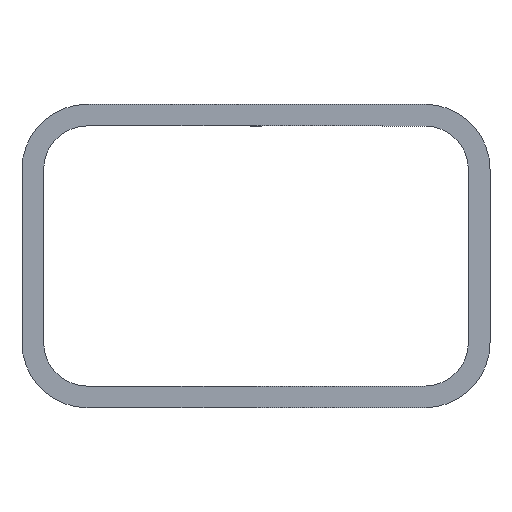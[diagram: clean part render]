
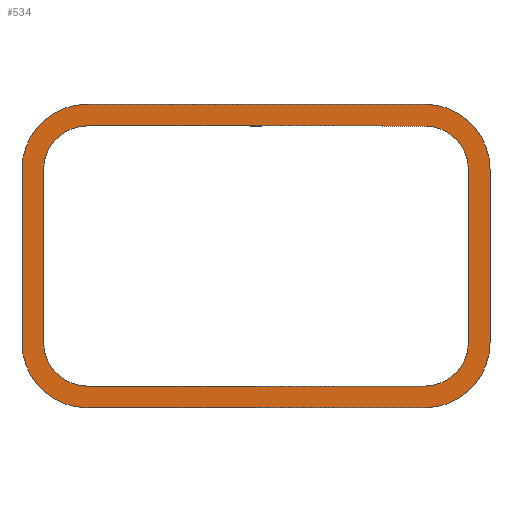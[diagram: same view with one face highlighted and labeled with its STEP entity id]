
A CAD part, front view. The second image highlights one B-rep face of the part: STEP entity #534.
In plain terms, the highlighted planar face has unit normal (0, -1, 0).
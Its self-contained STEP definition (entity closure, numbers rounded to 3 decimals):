
#15 = VECTOR ( 'NONE', #919, 1000. ) ;
#20 = CARTESIAN_POINT ( 'NONE',  ( -54., -5., -20. ) ) ;
#27 = CIRCLE ( 'NONE', #745, 10. ) ;
#30 = ORIENTED_EDGE ( 'NONE', *, *, #59, .F. ) ;
#34 = DIRECTION ( 'NONE',  ( -1., 0., 0. ) ) ;
#56 = ORIENTED_EDGE ( 'NONE', *, *, #569, .T. ) ;
#59 = EDGE_CURVE ( 'NONE', #127, #839, #124, .T. ) ;
#86 = VECTOR ( 'NONE', #621, 1000. ) ;
#89 = DIRECTION ( 'NONE',  ( 0., 0., -1. ) ) ;
#96 = CARTESIAN_POINT ( 'NONE',  ( -39., -5., -20. ) ) ;
#97 = CARTESIAN_POINT ( 'NONE',  ( 39., -5., 20. ) ) ;
#102 = CARTESIAN_POINT ( 'NONE',  ( 39., -5., -30. ) ) ;
#113 = VERTEX_POINT ( 'NONE', #153 ) ;
#114 = ORIENTED_EDGE ( 'NONE', *, *, #648, .F. ) ;
#115 = ORIENTED_EDGE ( 'NONE', *, *, #199, .T. ) ;
#117 = AXIS2_PLACEMENT_3D ( 'NONE', #97, #934, #923 ) ;
#121 = EDGE_CURVE ( 'NONE', #138, #855, #850, .T. ) ;
#124 = LINE ( 'NONE', #597, #522 ) ;
#127 = VERTEX_POINT ( 'NONE', #20 ) ;
#129 = AXIS2_PLACEMENT_3D ( 'NONE', #258, #626, #717 ) ;
#136 = CIRCLE ( 'NONE', #154, 10. ) ;
#138 = VERTEX_POINT ( 'NONE', #165 ) ;
#141 = DIRECTION ( 'NONE',  ( 0., 0., -1. ) ) ;
#143 = EDGE_CURVE ( 'NONE', #225, #553, #652, .T. ) ;
#149 = ORIENTED_EDGE ( 'NONE', *, *, #671, .T. ) ;
#153 = CARTESIAN_POINT ( 'NONE',  ( -39., -5., -35. ) ) ;
#154 = AXIS2_PLACEMENT_3D ( 'NONE', #874, #733, #861 ) ;
#157 = CARTESIAN_POINT ( 'NONE',  ( 39., -5., -20. ) ) ;
#159 = CARTESIAN_POINT ( 'NONE',  ( -39., -5., 35. ) ) ;
#165 = CARTESIAN_POINT ( 'NONE',  ( -49., -5., 20. ) ) ;
#174 = DIRECTION ( 'NONE',  ( 0., 0., -1. ) ) ;
#177 = CARTESIAN_POINT ( 'NONE',  ( 54., -5., -20. ) ) ;
#199 = EDGE_CURVE ( 'NONE', #523, #827, #726, .T. ) ;
#202 = CARTESIAN_POINT ( 'NONE',  ( -39., -5., 30. ) ) ;
#222 = VERTEX_POINT ( 'NONE', #102 ) ;
#225 = VERTEX_POINT ( 'NONE', #177 ) ;
#233 = ORIENTED_EDGE ( 'NONE', *, *, #674, .T. ) ;
#252 = DIRECTION ( 'NONE',  ( 0., 1., 0. ) ) ;
#258 = CARTESIAN_POINT ( 'NONE',  ( 39., -5., 20. ) ) ;
#260 = CARTESIAN_POINT ( 'NONE',  ( 49., -5., 20. ) ) ;
#272 = CARTESIAN_POINT ( 'NONE',  ( -39., -5., -30. ) ) ;
#295 = CIRCLE ( 'NONE', #800, 15. ) ;
#306 = ORIENTED_EDGE ( 'NONE', *, *, #735, .F. ) ;
#315 = LINE ( 'NONE', #513, #808 ) ;
#333 = CARTESIAN_POINT ( 'NONE',  ( -54., -5., 20. ) ) ;
#336 = LINE ( 'NONE', #397, #860 ) ;
#340 = CARTESIAN_POINT ( 'NONE',  ( -49., -5., -20. ) ) ;
#341 = VERTEX_POINT ( 'NONE', #723 ) ;
#342 = VERTEX_POINT ( 'NONE', #272 ) ;
#363 = CIRCLE ( 'NONE', #941, 15. ) ;
#364 = CARTESIAN_POINT ( 'NONE',  ( 39., -5., 35. ) ) ;
#374 = CARTESIAN_POINT ( 'NONE',  ( -49., -5., 20. ) ) ;
#382 = EDGE_CURVE ( 'NONE', #924, #222, #136, .T. ) ;
#394 = DIRECTION ( 'NONE',  ( 0., 0., -1. ) ) ;
#397 = CARTESIAN_POINT ( 'NONE',  ( 39., -5., -35. ) ) ;
#398 = LINE ( 'NONE', #610, #15 ) ;
#436 = LINE ( 'NONE', #967, #520 ) ;
#460 = EDGE_CURVE ( 'NONE', #222, #342, #315, .T. ) ;
#462 = CARTESIAN_POINT ( 'NONE',  ( -39., -5., 20. ) ) ;
#464 = CARTESIAN_POINT ( 'NONE',  ( 39., -5., 35. ) ) ;
#473 = ORIENTED_EDGE ( 'NONE', *, *, #619, .T. ) ;
#480 = AXIS2_PLACEMENT_3D ( 'NONE', #462, #613, #829 ) ;
#507 = LINE ( 'NONE', #464, #86 ) ;
#510 = VERTEX_POINT ( 'NONE', #364 ) ;
#513 = CARTESIAN_POINT ( 'NONE',  ( 39., -5., -30. ) ) ;
#514 = CARTESIAN_POINT ( 'NONE',  ( 49., -5., -20. ) ) ;
#520 = VECTOR ( 'NONE', #141, 1000. ) ;
#522 = VECTOR ( 'NONE', #734, 1000. ) ;
#523 = VERTEX_POINT ( 'NONE', #590 ) ;
#524 = ORIENTED_EDGE ( 'NONE', *, *, #752, .F. ) ;
#534 = ADVANCED_FACE ( 'NONE', ( #665, #724 ), #712, .T. ) ;
#535 = CIRCLE ( 'NONE', #833, 15. ) ;
#551 = EDGE_CURVE ( 'NONE', #510, #341, #363, .T. ) ;
#553 = VERTEX_POINT ( 'NONE', #676 ) ;
#569 = EDGE_CURVE ( 'NONE', #827, #924, #436, .T. ) ;
#588 = AXIS2_PLACEMENT_3D ( 'NONE', #157, #700, #174 ) ;
#590 = CARTESIAN_POINT ( 'NONE',  ( 39., -5., 30. ) ) ;
#592 = VECTOR ( 'NONE', #892, 1000. ) ;
#597 = CARTESIAN_POINT ( 'NONE',  ( -54., -5., 20. ) ) ;
#609 = ORIENTED_EDGE ( 'NONE', *, *, #382, .T. ) ;
#610 = CARTESIAN_POINT ( 'NONE',  ( 39., -5., 30. ) ) ;
#613 = DIRECTION ( 'NONE',  ( 0., 1., 0. ) ) ;
#615 = DIRECTION ( 'NONE',  ( 0., 1., 0. ) ) ;
#619 = EDGE_CURVE ( 'NONE', #802, #138, #954, .T. ) ;
#621 = DIRECTION ( 'NONE',  ( 1., 0., 0. ) ) ;
#626 = DIRECTION ( 'NONE',  ( 0., 1., 0. ) ) ;
#648 = EDGE_CURVE ( 'NONE', #113, #127, #535, .T. ) ;
#652 = CIRCLE ( 'NONE', #588, 15. ) ;
#660 = EDGE_LOOP ( 'NONE', ( #56, #609, #878, #149, #473, #926, #233, #115 ) ) ;
#665 = FACE_OUTER_BOUND ( 'NONE', #679, .T. ) ;
#671 = EDGE_CURVE ( 'NONE', #342, #802, #27, .T. ) ;
#674 = EDGE_CURVE ( 'NONE', #855, #523, #398, .T. ) ;
#676 = CARTESIAN_POINT ( 'NONE',  ( 39., -5., -35. ) ) ;
#679 = EDGE_LOOP ( 'NONE', ( #837, #306, #744, #30, #114, #524, #862, #853 ) ) ;
#680 = EDGE_CURVE ( 'NONE', #839, #750, #295, .T. ) ;
#700 = DIRECTION ( 'NONE',  ( 0., 1., 0. ) ) ;
#703 = EDGE_CURVE ( 'NONE', #341, #225, #962, .T. ) ;
#712 = PLANE ( 'NONE',  #117 ) ;
#717 = DIRECTION ( 'NONE',  ( 0., 0., -1. ) ) ;
#723 = CARTESIAN_POINT ( 'NONE',  ( 54., -5., 20. ) ) ;
#724 = FACE_BOUND ( 'NONE', #660, .T. ) ;
#726 = CIRCLE ( 'NONE', #129, 10. ) ;
#733 = DIRECTION ( 'NONE',  ( 0., 1., 0. ) ) ;
#734 = DIRECTION ( 'NONE',  ( 0., 0., 1. ) ) ;
#735 = EDGE_CURVE ( 'NONE', #750, #510, #507, .T. ) ;
#744 = ORIENTED_EDGE ( 'NONE', *, *, #680, .F. ) ;
#745 = AXIS2_PLACEMENT_3D ( 'NONE', #906, #830, #89 ) ;
#750 = VERTEX_POINT ( 'NONE', #159 ) ;
#752 = EDGE_CURVE ( 'NONE', #553, #113, #336, .T. ) ;
#761 = CARTESIAN_POINT ( 'NONE',  ( -39., -5., 20. ) ) ;
#796 = VECTOR ( 'NONE', #913, 1000. ) ;
#800 = AXIS2_PLACEMENT_3D ( 'NONE', #761, #252, #394 ) ;
#802 = VERTEX_POINT ( 'NONE', #340 ) ;
#808 = VECTOR ( 'NONE', #963, 1000. ) ;
#827 = VERTEX_POINT ( 'NONE', #260 ) ;
#829 = DIRECTION ( 'NONE',  ( 0., 0., -1. ) ) ;
#830 = DIRECTION ( 'NONE',  ( 0., 1., 0. ) ) ;
#833 = AXIS2_PLACEMENT_3D ( 'NONE', #96, #615, #909 ) ;
#836 = CARTESIAN_POINT ( 'NONE',  ( 54., -5., 20. ) ) ;
#837 = ORIENTED_EDGE ( 'NONE', *, *, #551, .F. ) ;
#839 = VERTEX_POINT ( 'NONE', #333 ) ;
#850 = CIRCLE ( 'NONE', #480, 10. ) ;
#853 = ORIENTED_EDGE ( 'NONE', *, *, #703, .F. ) ;
#855 = VERTEX_POINT ( 'NONE', #202 ) ;
#857 = DIRECTION ( 'NONE',  ( 0., 1., 0. ) ) ;
#860 = VECTOR ( 'NONE', #34, 1000. ) ;
#861 = DIRECTION ( 'NONE',  ( 0., 0., -1. ) ) ;
#862 = ORIENTED_EDGE ( 'NONE', *, *, #143, .F. ) ;
#874 = CARTESIAN_POINT ( 'NONE',  ( 39., -5., -20. ) ) ;
#878 = ORIENTED_EDGE ( 'NONE', *, *, #460, .T. ) ;
#892 = DIRECTION ( 'NONE',  ( 0., 0., 1. ) ) ;
#900 = CARTESIAN_POINT ( 'NONE',  ( 39., -5., 20. ) ) ;
#906 = CARTESIAN_POINT ( 'NONE',  ( -39., -5., -20. ) ) ;
#909 = DIRECTION ( 'NONE',  ( 0., 0., -1. ) ) ;
#913 = DIRECTION ( 'NONE',  ( 0., 0., -1. ) ) ;
#919 = DIRECTION ( 'NONE',  ( 1., 0., 0. ) ) ;
#923 = DIRECTION ( 'NONE',  ( 0., 0., -1. ) ) ;
#924 = VERTEX_POINT ( 'NONE', #514 ) ;
#926 = ORIENTED_EDGE ( 'NONE', *, *, #121, .T. ) ;
#934 = DIRECTION ( 'NONE',  ( 0., -1., 0. ) ) ;
#941 = AXIS2_PLACEMENT_3D ( 'NONE', #900, #857, #972 ) ;
#954 = LINE ( 'NONE', #374, #592 ) ;
#962 = LINE ( 'NONE', #836, #796 ) ;
#963 = DIRECTION ( 'NONE',  ( -1., 0., 0. ) ) ;
#967 = CARTESIAN_POINT ( 'NONE',  ( 49., -5., 20. ) ) ;
#972 = DIRECTION ( 'NONE',  ( 0., 0., -1. ) ) ;
